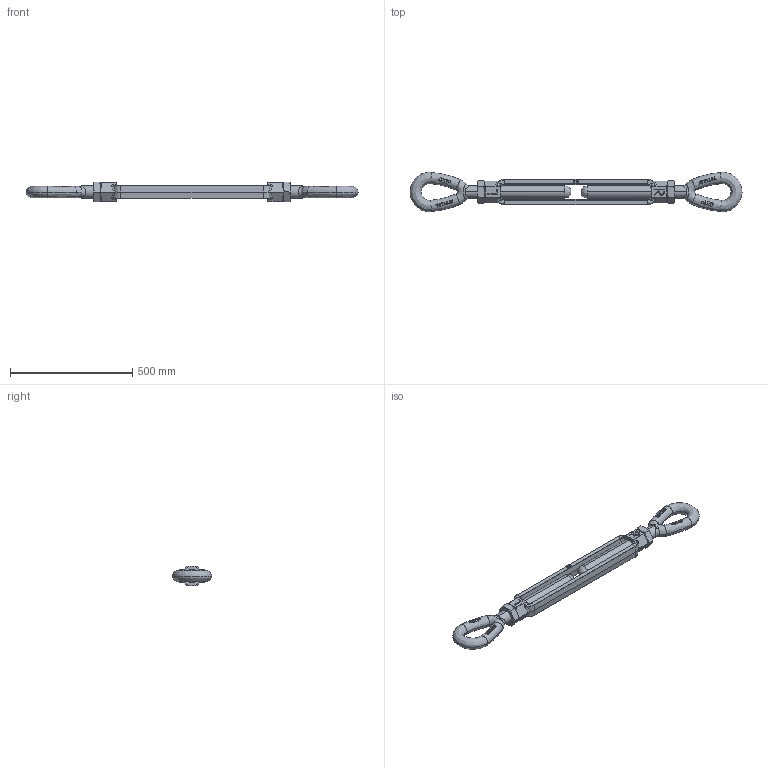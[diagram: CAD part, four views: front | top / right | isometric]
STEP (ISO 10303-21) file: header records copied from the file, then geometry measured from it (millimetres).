
FILE_DESCRIPTION(('STEP AP214'),'1');
FILE_NAME('ssgpoo5024.stp','2017-03-31T06:40:59',('TraceParts'),('TraceParts S.A.'),'Spatial InterOp 3D',' ',' ');
FILE_SCHEMA(('automotive_design'));
Length unit declared in the file: millimetre
Products named in the file (8): ssgpoo5024_1; ssgpoo5024_2; ssgpoo5024_3; ssgpoo5024_4; ssgpoo5024_5; ssgpoo5024_6; ssgpoo5024_7; ssgpoo5024_8
Bounding box: 1356 x 160.56 x 80 mm (x, y, z)
Volume: 5293633.9 mm3; surface area: 563773 mm2
Topology: 8 solids, 8 shells, 603 faces, 1555 edges, 982 vertices
Faces by surface type: plane 236, bspline 201, cylinder 118, cone 48
Entity records: 101290 total; most frequent: CARTESIAN_POINT 83706, ORIENTED_EDGE 3086, DIRECTION 1864, EDGE_CURVE 1543, VERTEX_POINT 982, B_SPLINE_CURVE_WITH_KNOTS 701, AXIS2_PLACEMENT_3D 648, EDGE_LOOP 641
